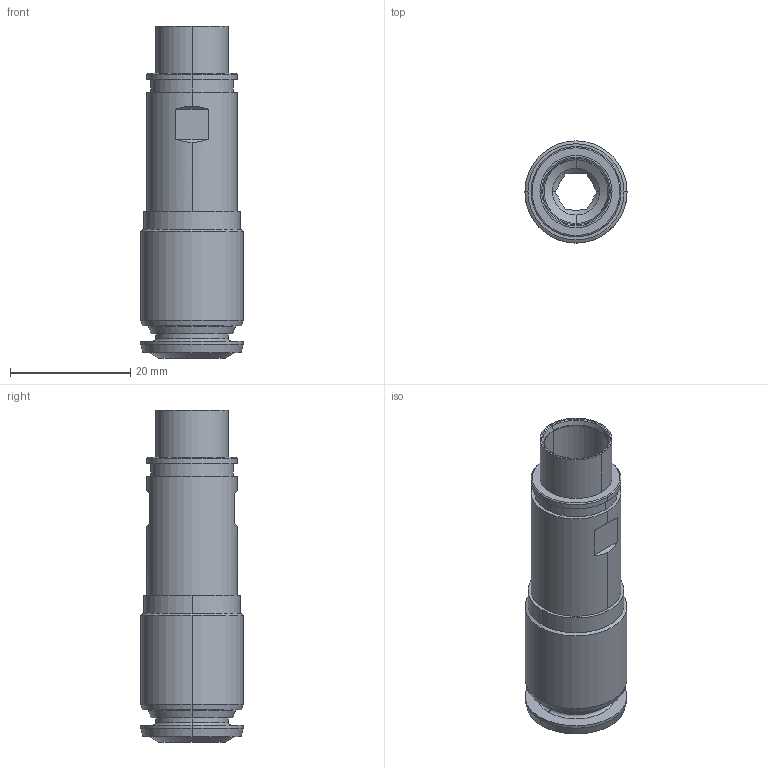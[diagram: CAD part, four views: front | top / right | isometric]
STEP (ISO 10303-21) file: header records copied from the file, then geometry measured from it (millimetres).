
FILE_DESCRIPTION(('Creo Elements/Direct Modeling STEP Export'),'2;1');
FILE_NAME('0ln7uvk5p6o8kkk4976','2023-02-13T16:34:37',(''),(''),'Creo Elements/Direct Modeling STEP processor for AP214 (Solid Model)','Creo Elements/Direct Modeling 20.1B 02-Apr-2019 (C) Parametric Technology GmbH','');
FILE_SCHEMA(('AUTOMOTIVE_DESIGN { 1 0 10303 214 1 1 1 1 }'));
Length unit declared in the file: millimetre
Products named in the file (2): CX 10 MPQF
Assembly tree (1 placements, depth 2):
  CX 10 MPQF
    CX 10 MPQF
Bounding box: 17 x 17 x 55.25 mm (x, y, z)
Volume: 6101.1 mm3; surface area: 4815.7 mm2
Topology: 1 solids, 1 shells, 92 faces, 223 edges, 141 vertices
Faces by surface type: cylinder 30, plane 28, cone 26, torus 8
Entity records: 3230 total; most frequent: CARTESIAN_POINT 469, ORIENTED_EDGE 446, DIRECTION 388, EDGE_CURVE 223, AXIS2_PLACEMENT_3D 156, VERTEX_POINT 141, EDGE_LOOP 102, COLOUR_RGB 93
